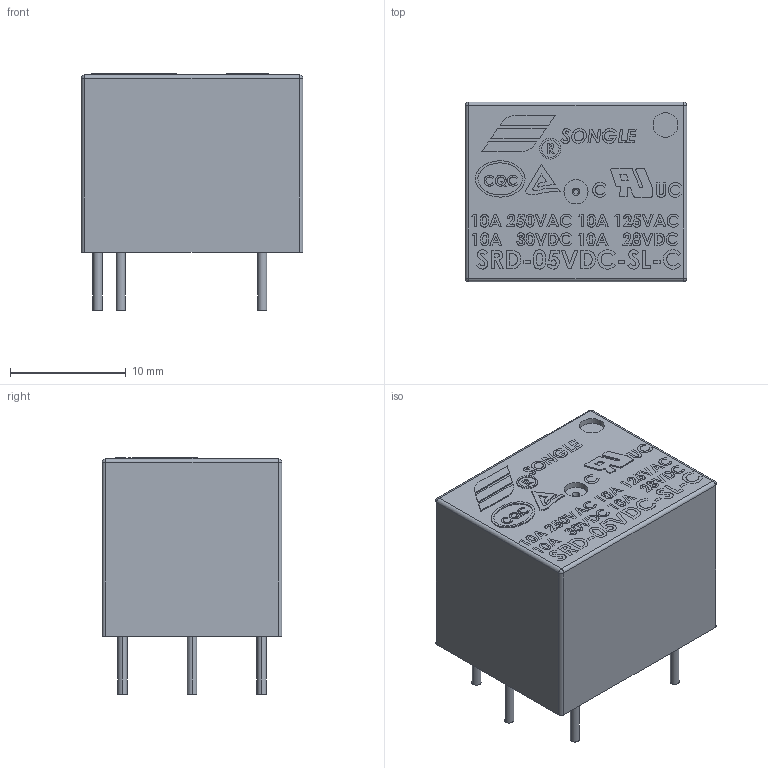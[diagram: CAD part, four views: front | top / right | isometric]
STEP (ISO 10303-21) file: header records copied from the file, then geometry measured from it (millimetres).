
FILE_DESCRIPTION(('FreeCAD Model'),'2;1');
FILE_NAME('Open CASCADE Shape Model','2023-11-18T12:04:31',('Eric Obeng' ),('Erictronics Systems'),'Open CASCADE STEP processor 7.6', 'FreeCAD','Unknown');
FILE_SCHEMA(('AP242_MANAGED_MODEL_BASED_3D_ENGINEERING_MIM_LF. {1 0 10303 442 1 1 4 }'));
Length unit declared in the file: millimetre
Products named in the file (7): B9A638BB-AA48-4DD2-B58F-A301867E961F006; B9A638BB-AA48-4DD2-B58F-A301867E961F; B9A638BB-AA48-4DD2-B58F-A301867E961F001; B9A638BB-AA48-4DD2-B58F-A301867E961F002; B9A638BB-AA48-4DD2-B58F-A301867E961F003; B9A638BB-AA48-4DD2-B58F-A301867E961F004; B9A638BB-AA48-4DD2-B58F-A301867E961F005
Assembly tree (6 placements, depth 2):
  B9A638BB-AA48-4DD2-B58F-A301867E961F006
    B9A638BB-AA48-4DD2-B58F-A301867E961F
    B9A638BB-AA48-4DD2-B58F-A301867E961F001
    B9A638BB-AA48-4DD2-B58F-A301867E961F002
    B9A638BB-AA48-4DD2-B58F-A301867E961F003
    B9A638BB-AA48-4DD2-B58F-A301867E961F004
    B9A638BB-AA48-4DD2-B58F-A301867E961F005
Bounding box: 19.1 x 15.5 x 20.4 mm (x, y, z)
Volume: 4484.1 mm3; surface area: 1721.7 mm2
Topology: 6 solids, 6 shells, 214 faces, 940 edges, 832 vertices
Faces by surface type: plane 150, cylinder 50, bspline 8, sphere 4, cone 2
Entity records: 16515 total; most frequent: CARTESIAN_POINT 7457, ORIENTED_EDGE 1872, DIRECTION 1112, EDGE_CURVE 936, VERTEX_POINT 832, LINE 494, VECTOR 494, B_SPLINE_CURVE_WITH_KNOTS 334
